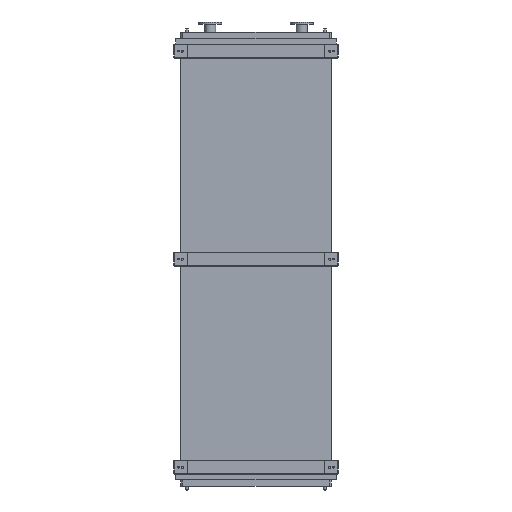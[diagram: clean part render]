
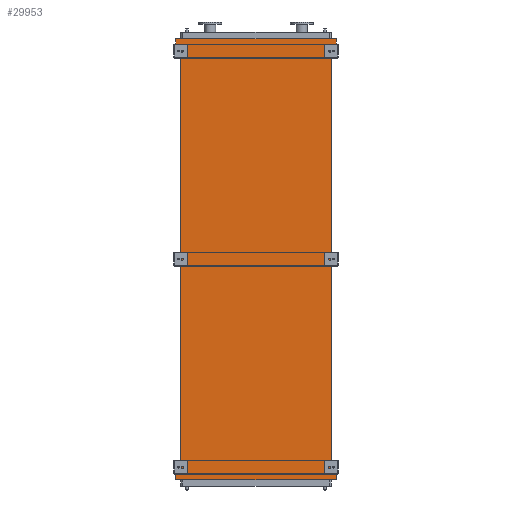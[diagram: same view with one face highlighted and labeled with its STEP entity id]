
A CAD part, front view. The second image highlights one B-rep face of the part: STEP entity #29953.
In plain terms, the highlighted planar face has unit normal (0, -1, 0).
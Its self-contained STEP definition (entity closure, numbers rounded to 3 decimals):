
#149 = CARTESIAN_POINT ( 'NONE',  ( 725., 0., 0. ) ) ;
#697 = CARTESIAN_POINT ( 'NONE',  ( 771., 0., 95. ) ) ;
#944 = VERTEX_POINT ( 'NONE', #16699 ) ;
#993 = CARTESIAN_POINT ( 'NONE',  ( 771., 0., -4145. ) ) ;
#1501 = VECTOR ( 'NONE', #11411, 1000. ) ;
#1994 = CARTESIAN_POINT ( 'NONE',  ( -771., 0., 95. ) ) ;
#2376 = DIRECTION ( 'NONE',  ( 1., 0., 0. ) ) ;
#2510 = LINE ( 'NONE', #26785, #21724 ) ;
#2530 = DIRECTION ( 'NONE',  ( 0.655, 0., -0.755 ) ) ;
#2964 = VECTOR ( 'NONE', #27247, 1000. ) ;
#3272 = CARTESIAN_POINT ( 'NONE',  ( 771., 0., 95. ) ) ;
#3319 = LINE ( 'NONE', #9185, #29160 ) ;
#4195 = ORIENTED_EDGE ( 'NONE', *, *, #12141, .F. ) ;
#4530 = LINE ( 'NONE', #6014, #30349 ) ;
#6014 = CARTESIAN_POINT ( 'NONE',  ( -771., 0., 53. ) ) ;
#6057 = VERTEX_POINT ( 'NONE', #3272 ) ;
#6134 = VECTOR ( 'NONE', #25838, 1000. ) ;
#6237 = CARTESIAN_POINT ( 'NONE',  ( -771., 0., -4103. ) ) ;
#6570 = ORIENTED_EDGE ( 'NONE', *, *, #12273, .F. ) ;
#6784 = DIRECTION ( 'NONE',  ( 0., -1., 0. ) ) ;
#6940 = ORIENTED_EDGE ( 'NONE', *, *, #12097, .F. ) ;
#6983 = CARTESIAN_POINT ( 'NONE',  ( 771., 0., -4103. ) ) ;
#8151 = VERTEX_POINT ( 'NONE', #993 ) ;
#8224 = LINE ( 'NONE', #8945, #1501 ) ;
#8604 = VERTEX_POINT ( 'NONE', #149 ) ;
#8940 = ORIENTED_EDGE ( 'NONE', *, *, #12398, .F. ) ;
#8945 = CARTESIAN_POINT ( 'NONE',  ( -725., 0., -4050. ) ) ;
#9185 = CARTESIAN_POINT ( 'NONE',  ( -771., 0., -4145. ) ) ;
#9211 = CARTESIAN_POINT ( 'NONE',  ( -725., 0., -4050. ) ) ;
#9403 = DIRECTION ( 'NONE',  ( -1., 0., 0. ) ) ;
#9716 = CARTESIAN_POINT ( 'NONE',  ( 771., 0., -4103. ) ) ;
#10312 = EDGE_CURVE ( 'NONE', #27708, #20934, #8224, .T. ) ;
#10391 = VECTOR ( 'NONE', #20958, 1000. ) ;
#10705 = VERTEX_POINT ( 'NONE', #1994 ) ;
#10920 = CARTESIAN_POINT ( 'NONE',  ( -725., 0., 0. ) ) ;
#11411 = DIRECTION ( 'NONE',  ( 0., 0., 1. ) ) ;
#11715 = EDGE_CURVE ( 'NONE', #26339, #8604, #16304, .T. ) ;
#11908 = EDGE_CURVE ( 'NONE', #944, #8604, #15895, .T. ) ;
#11997 = EDGE_CURVE ( 'NONE', #6057, #944, #12761, .T. ) ;
#12091 = EDGE_CURVE ( 'NONE', #20213, #10705, #4530, .T. ) ;
#12097 = EDGE_CURVE ( 'NONE', #20934, #20213, #13570, .T. ) ;
#12141 = EDGE_CURVE ( 'NONE', #27746, #27708, #22938, .T. ) ;
#12273 = EDGE_CURVE ( 'NONE', #14137, #27746, #3319, .T. ) ;
#12336 = EDGE_CURVE ( 'NONE', #8151, #14137, #2510, .T. ) ;
#12348 = VERTEX_POINT ( 'NONE', #6983 ) ;
#12398 = EDGE_CURVE ( 'NONE', #12348, #8151, #12721, .T. ) ;
#12484 = EDGE_CURVE ( 'NONE', #26339, #12348, #16248, .T. ) ;
#12721 = LINE ( 'NONE', #9716, #18607 ) ;
#12761 = LINE ( 'NONE', #697, #6134 ) ;
#12841 = ORIENTED_EDGE ( 'NONE', *, *, #11908, .F. ) ;
#13570 = LINE ( 'NONE', #10920, #10391 ) ;
#14137 = VERTEX_POINT ( 'NONE', #26703 ) ;
#14222 = PLANE ( 'NONE',  #27594 ) ;
#14267 = CARTESIAN_POINT ( 'NONE',  ( -771., 0., 53. ) ) ;
#14718 = VECTOR ( 'NONE', #21193, 1000. ) ;
#15185 = CARTESIAN_POINT ( 'NONE',  ( -725., 0., 0. ) ) ;
#15453 = VECTOR ( 'NONE', #2530, 1000. ) ;
#15895 = LINE ( 'NONE', #27891, #28431 ) ;
#16050 = CARTESIAN_POINT ( 'NONE',  ( -771., 0., -4103. ) ) ;
#16248 = LINE ( 'NONE', #32434, #15453 ) ;
#16304 = LINE ( 'NONE', #27143, #2964 ) ;
#16699 = CARTESIAN_POINT ( 'NONE',  ( 771., 0., 53. ) ) ;
#17878 = ORIENTED_EDGE ( 'NONE', *, *, #18783, .F. ) ;
#18607 = VECTOR ( 'NONE', #19638, 1000. ) ;
#18628 = LINE ( 'NONE', #29644, #23716 ) ;
#18783 = EDGE_CURVE ( 'NONE', #10705, #6057, #18628, .T. ) ;
#19638 = DIRECTION ( 'NONE',  ( 0., 0., -1. ) ) ;
#19841 = ORIENTED_EDGE ( 'NONE', *, *, #12336, .F. ) ;
#20207 = ORIENTED_EDGE ( 'NONE', *, *, #10312, .F. ) ;
#20213 = VERTEX_POINT ( 'NONE', #14267 ) ;
#20604 = FACE_OUTER_BOUND ( 'NONE', #30676, .T. ) ;
#20934 = VERTEX_POINT ( 'NONE', #15185 ) ;
#20958 = DIRECTION ( 'NONE',  ( -0.655, 0., 0.755 ) ) ;
#21193 = DIRECTION ( 'NONE',  ( 0.655, 0., 0.755 ) ) ;
#21724 = VECTOR ( 'NONE', #9403, 1000. ) ;
#22202 = ORIENTED_EDGE ( 'NONE', *, *, #12484, .F. ) ;
#22621 = ORIENTED_EDGE ( 'NONE', *, *, #11997, .F. ) ;
#22938 = LINE ( 'NONE', #6237, #14718 ) ;
#22964 = DIRECTION ( 'NONE',  ( -0.655, 0., -0.755 ) ) ;
#23716 = VECTOR ( 'NONE', #2376, 1000. ) ;
#24149 = DIRECTION ( 'NONE',  ( 0., 0., 1. ) ) ;
#24285 = DIRECTION ( 'NONE',  ( 0., 0., -1. ) ) ;
#25838 = DIRECTION ( 'NONE',  ( 0., 0., -1. ) ) ;
#25943 = CARTESIAN_POINT ( 'NONE',  ( -725., 0., -4050. ) ) ;
#26052 = DIRECTION ( 'NONE',  ( 0., 0., 1. ) ) ;
#26339 = VERTEX_POINT ( 'NONE', #28081 ) ;
#26703 = CARTESIAN_POINT ( 'NONE',  ( -771., 0., -4145. ) ) ;
#26785 = CARTESIAN_POINT ( 'NONE',  ( 771., 0., -4145. ) ) ;
#27143 = CARTESIAN_POINT ( 'NONE',  ( 725., 0., -4050. ) ) ;
#27247 = DIRECTION ( 'NONE',  ( 0., 0., 1. ) ) ;
#27594 = AXIS2_PLACEMENT_3D ( 'NONE', #9211, #6784, #24285 ) ;
#27708 = VERTEX_POINT ( 'NONE', #25943 ) ;
#27746 = VERTEX_POINT ( 'NONE', #16050 ) ;
#27891 = CARTESIAN_POINT ( 'NONE',  ( 771., 0., 53. ) ) ;
#28081 = CARTESIAN_POINT ( 'NONE',  ( 725., 0., -4050. ) ) ;
#28431 = VECTOR ( 'NONE', #22964, 1000. ) ;
#29160 = VECTOR ( 'NONE', #24149, 1000. ) ;
#29644 = CARTESIAN_POINT ( 'NONE',  ( -771., 0., 95. ) ) ;
#29953 = ADVANCED_FACE ( 'NONE', ( #20604 ), #14222, .T. ) ;
#30349 = VECTOR ( 'NONE', #26052, 1000. ) ;
#30676 = EDGE_LOOP ( 'NONE', ( #31920, #12841, #22621, #17878, #31152, #6940, #20207, #4195, #6570, #19841, #8940, #22202 ) ) ;
#31152 = ORIENTED_EDGE ( 'NONE', *, *, #12091, .F. ) ;
#31920 = ORIENTED_EDGE ( 'NONE', *, *, #11715, .T. ) ;
#32434 = CARTESIAN_POINT ( 'NONE',  ( 725., 0., -4050. ) ) ;
